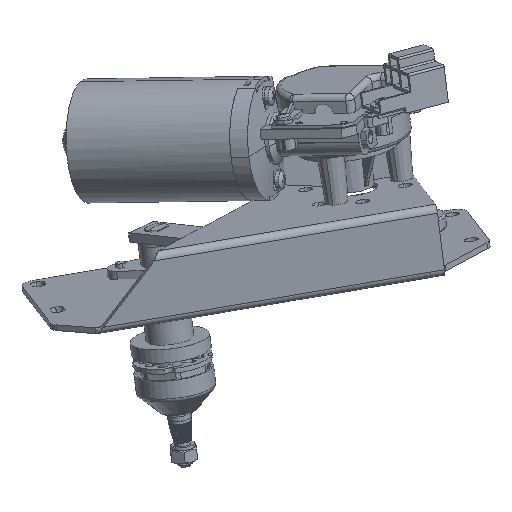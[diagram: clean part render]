
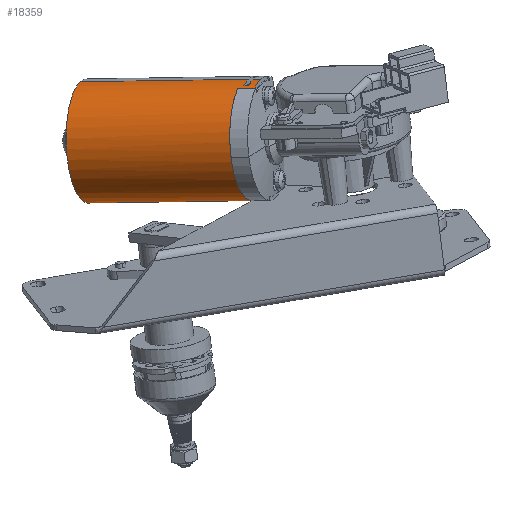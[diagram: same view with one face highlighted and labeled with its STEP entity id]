
A CAD part, left-side view. The second image highlights one B-rep face of the part: STEP entity #18359.
In plain terms, the highlighted cylindrical face has radius 31 mm (diameter 62 mm), a partial arc.
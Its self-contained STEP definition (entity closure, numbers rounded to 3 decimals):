
#484 = CARTESIAN_POINT ( 'NONE',  ( -44.295, -36.985, 96.876 ) ) ;
#669 = DIRECTION ( 'NONE',  ( -0.281, 0.117, 0.952 ) ) ;
#1720 = CARTESIAN_POINT ( 'NONE',  ( -5.688, 41.087, 66.147 ) ) ;
#1923 = CARTESIAN_POINT ( 'NONE',  ( -37.293, -45.304, 67.418 ) ) ;
#1926 = DIRECTION ( 'NONE',  ( -0.281, 0.117, 0.952 ) ) ;
#2221 = CIRCLE ( 'NONE', #30490, 31. ) ;
#2436 = VERTEX_POINT ( 'NONE', #27469 ) ;
#2569 = EDGE_CURVE ( 'NONE', #8762, #29635, #33865, .T. ) ;
#3061 = DIRECTION ( 'NONE',  ( 0.344, 0.939, -0.014 ) ) ;
#3338 = EDGE_CURVE ( 'NONE', #5534, #17610, #2221, .T. ) ;
#3386 = DIRECTION ( 'NONE',  ( -0.344, -0.939, 0.014 ) ) ;
#3740 = CIRCLE ( 'NONE', #38563, 31. ) ;
#3760 = VECTOR ( 'NONE', #21957, 1000. ) ;
#4387 = CARTESIAN_POINT ( 'NONE',  ( -44.272, -42.772, 66.013 ) ) ;
#4527 = CARTESIAN_POINT ( 'NONE',  ( -38.667, -49.061, 67.473 ) ) ;
#4538 = CARTESIAN_POINT ( 'NONE',  ( -45.154, -39.333, 96.91 ) ) ;
#5534 = VERTEX_POINT ( 'NONE', #15365 ) ;
#5861 = CARTESIAN_POINT ( 'NONE',  ( -64.601, -38.773, 121.905 ) ) ;
#6407 = ORIENTED_EDGE ( 'NONE', *, *, #28125, .F. ) ;
#6799 = DIRECTION ( 'NONE',  ( -0.344, -0.939, 0.014 ) ) ;
#7262 = CARTESIAN_POINT ( 'NONE',  ( -36.434, -42.957, 67.383 ) ) ;
#7594 = LINE ( 'NONE', #34567, #29651 ) ;
#8762 = VERTEX_POINT ( 'NONE', #25508 ) ;
#8878 = ORIENTED_EDGE ( 'NONE', *, *, #3338, .F. ) ;
#9305 = CARTESIAN_POINT ( 'NONE',  ( -23.128, 48.336, 125.201 ) ) ;
#9391 = AXIS2_PLACEMENT_3D ( 'NONE', #40399, #32390, #36239 ) ;
#9434 = ORIENTED_EDGE ( 'NONE', *, *, #34810, .T. ) ;
#9548 = ORIENTED_EDGE ( 'NONE', *, *, #36250, .F. ) ;
#9864 = CARTESIAN_POINT ( 'NONE',  ( -56.107, -41.812, 126.527 ) ) ;
#10363 = VERTEX_POINT ( 'NONE', #1720 ) ;
#10685 = EDGE_CURVE ( 'NONE', #39759, #45651, #27444, .T. ) ;
#11220 = DIRECTION ( 'NONE',  ( -0.281, 0.117, 0.952 ) ) ;
#11460 = DIRECTION ( 'NONE',  ( -0.344, -0.939, 0.014 ) ) ;
#11649 = DIRECTION ( 'NONE',  ( 0.344, 0.939, -0.014 ) ) ;
#13260 = CARTESIAN_POINT ( 'NONE',  ( -47.387, -45.436, 97. ) ) ;
#13516 = FACE_OUTER_BOUND ( 'NONE', #41528, .T. ) ;
#13844 = ORIENTED_EDGE ( 'NONE', *, *, #42945, .F. ) ;
#14132 = CIRCLE ( 'NONE', #41440, 31. ) ;
#15262 = LINE ( 'NONE', #47613, #25398 ) ;
#15298 = CARTESIAN_POINT ( 'NONE',  ( -43.413, -40.424, 65.978 ) ) ;
#15365 = CARTESIAN_POINT ( 'NONE',  ( -48.093, -45.634, 66.009 ) ) ;
#15705 = ORIENTED_EDGE ( 'NONE', *, *, #17541, .F. ) ;
#15778 = CARTESIAN_POINT ( 'NONE',  ( -61.509, -30.321, 121.781 ) ) ;
#15782 = ORIENTED_EDGE ( 'NONE', *, *, #17354, .T. ) ;
#16271 = CIRCLE ( 'NONE', #47729, 31. ) ;
#17021 = ORIENTED_EDGE ( 'NONE', *, *, #25677, .F. ) ;
#17354 = EDGE_CURVE ( 'NONE', #51300, #2436, #25195, .T. ) ;
#17541 = EDGE_CURVE ( 'NONE', #17610, #45651, #26949, .T. ) ;
#17610 = VERTEX_POINT ( 'NONE', #46572 ) ;
#17729 = AXIS2_PLACEMENT_3D ( 'NONE', #13260, #32969, #29092 ) ;
#18309 = DIRECTION ( 'NONE',  ( -0.344, -0.939, 0.014 ) ) ;
#18359 = ADVANCED_FACE ( 'NONE', ( #13516 ), #25976, .T. ) ;
#19330 = LINE ( 'NONE', #42653, #35985 ) ;
#19766 = CARTESIAN_POINT ( 'NONE',  ( -54.733, -38.056, 126.471 ) ) ;
#20251 = VERTEX_POINT ( 'NONE', #9864 ) ;
#20954 = CARTESIAN_POINT ( 'NONE',  ( -47.387, -45.436, 97. ) ) ;
#21185 = DIRECTION ( 'NONE',  ( 0.344, 0.939, -0.014 ) ) ;
#21772 = VECTOR ( 'NONE', #42716, 1000. ) ;
#21910 = DIRECTION ( 'NONE',  ( -0.344, -0.939, 0.014 ) ) ;
#21957 = DIRECTION ( 'NONE',  ( 0.344, 0.939, -0.014 ) ) ;
#22921 = DIRECTION ( 'NONE',  ( 0.344, 0.939, -0.014 ) ) ;
#23422 = CARTESIAN_POINT ( 'NONE',  ( -45.001, -37.182, 65.884 ) ) ;
#23733 = ORIENTED_EDGE ( 'NONE', *, *, #10685, .T. ) ;
#24828 = VECTOR ( 'NONE', #22921, 1000. ) ;
#25017 = VERTEX_POINT ( 'NONE', #15778 ) ;
#25195 = CIRCLE ( 'NONE', #9391, 31. ) ;
#25398 = VECTOR ( 'NONE', #11649, 1000. ) ;
#25508 = CARTESIAN_POINT ( 'NONE',  ( -53.874, -35.708, 126.437 ) ) ;
#25677 = EDGE_CURVE ( 'NONE', #25017, #47105, #14132, .T. ) ;
#25777 = ORIENTED_EDGE ( 'NONE', *, *, #2569, .T. ) ;
#25802 = DIRECTION ( 'NONE',  ( -0.281, 0.117, 0.952 ) ) ;
#25835 = ORIENTED_EDGE ( 'NONE', *, *, #33685, .T. ) ;
#25976 = CYLINDRICAL_SURFACE ( 'NONE', #17729, 31. ) ;
#26949 = LINE ( 'NONE', #27709, #21772 ) ;
#27274 = AXIS2_PLACEMENT_3D ( 'NONE', #42776, #3061, #31143 ) ;
#27444 = CIRCLE ( 'NONE', #38139, 31. ) ;
#27469 = CARTESIAN_POINT ( 'NONE',  ( -61.194, -35.739, 123.312 ) ) ;
#27709 = CARTESIAN_POINT ( 'NONE',  ( -38.667, -49.061, 67.473 ) ) ;
#28125 = EDGE_CURVE ( 'NONE', #47105, #5534, #19330, .T. ) ;
#28222 = LINE ( 'NONE', #4527, #48926 ) ;
#28963 = EDGE_CURVE ( 'NONE', #20251, #51300, #15262, .T. ) ;
#29092 = DIRECTION ( 'NONE',  ( 0.281, -0.117, -0.952 ) ) ;
#29635 = VERTEX_POINT ( 'NONE', #9305 ) ;
#29651 = VECTOR ( 'NONE', #6799, 1000. ) ;
#30021 = DIRECTION ( 'NONE',  ( -0.344, -0.939, 0.014 ) ) ;
#30490 = AXIS2_PLACEMENT_3D ( 'NONE', #20954, #36729, #669 ) ;
#30921 = DIRECTION ( 'NONE',  ( -0.344, -0.939, 0.014 ) ) ;
#31143 = DIRECTION ( 'NONE',  ( 0.281, -0.117, -0.952 ) ) ;
#32390 = DIRECTION ( 'NONE',  ( -0.344, -0.939, 0.014 ) ) ;
#32673 = ORIENTED_EDGE ( 'NONE', *, *, #50162, .T. ) ;
#32969 = DIRECTION ( 'NONE',  ( 0.344, 0.939, -0.014 ) ) ;
#33685 = EDGE_CURVE ( 'NONE', #41740, #8762, #42145, .T. ) ;
#33865 = LINE ( 'NONE', #41896, #3760 ) ;
#34567 = CARTESIAN_POINT ( 'NONE',  ( -45.646, -46.528, 66.068 ) ) ;
#34568 = LINE ( 'NONE', #49862, #24828 ) ;
#34810 = EDGE_CURVE ( 'NONE', #25017, #40198, #38977, .T. ) ;
#35268 = CARTESIAN_POINT ( 'NONE',  ( -47.387, -45.436, 97. ) ) ;
#35319 = CARTESIAN_POINT ( 'NONE',  ( -61.509, -30.321, 121.781 ) ) ;
#35985 = VECTOR ( 'NONE', #18309, 1000. ) ;
#36239 = DIRECTION ( 'NONE',  ( -0.281, 0.117, 0.952 ) ) ;
#36250 = EDGE_CURVE ( 'NONE', #37995, #10363, #28222, .T. ) ;
#36729 = DIRECTION ( 'NONE',  ( -0.344, -0.939, 0.014 ) ) ;
#36969 = DIRECTION ( 'NONE',  ( 0.344, 0.939, -0.014 ) ) ;
#37700 = ORIENTED_EDGE ( 'NONE', *, *, #28963, .T. ) ;
#37995 = VERTEX_POINT ( 'NONE', #7262 ) ;
#38000 = VECTOR ( 'NONE', #3386, 1000. ) ;
#38139 = AXIS2_PLACEMENT_3D ( 'NONE', #41115, #30021, #1926 ) ;
#38285 = CIRCLE ( 'NONE', #47345, 31. ) ;
#38466 = CARTESIAN_POINT ( 'NONE',  ( -60.335, -33.391, 123.277 ) ) ;
#38563 = AXIS2_PLACEMENT_3D ( 'NONE', #4538, #36969, #48870 ) ;
#38977 = LINE ( 'NONE', #35319, #38000 ) ;
#39132 = VERTEX_POINT ( 'NONE', #15298 ) ;
#39362 = ORIENTED_EDGE ( 'NONE', *, *, #42480, .T. ) ;
#39754 = ORIENTED_EDGE ( 'NONE', *, *, #47720, .T. ) ;
#39759 = VERTEX_POINT ( 'NONE', #4387 ) ;
#40198 = VERTEX_POINT ( 'NONE', #5861 ) ;
#40399 = CARTESIAN_POINT ( 'NONE',  ( -46.013, -41.68, 96.945 ) ) ;
#41115 = CARTESIAN_POINT ( 'NONE',  ( -46.013, -41.68, 96.945 ) ) ;
#41440 = AXIS2_PLACEMENT_3D ( 'NONE', #484, #30921, #11220 ) ;
#41528 = EDGE_LOOP ( 'NONE', ( #13844, #37700, #15782, #39754, #25835, #25777, #32673, #9548, #39362, #44052, #23733, #15705, #8878, #6407, #17021, #9434 ) ) ;
#41740 = VERTEX_POINT ( 'NONE', #38466 ) ;
#41896 = CARTESIAN_POINT ( 'NONE',  ( -56.107, -41.812, 126.527 ) ) ;
#42145 = CIRCLE ( 'NONE', #27274, 31. ) ;
#42480 = EDGE_CURVE ( 'NONE', #37995, #39132, #3740, .T. ) ;
#42653 = CARTESIAN_POINT ( 'NONE',  ( -45.001, -37.182, 65.884 ) ) ;
#42716 = DIRECTION ( 'NONE',  ( 0.344, 0.939, -0.014 ) ) ;
#42776 = CARTESIAN_POINT ( 'NONE',  ( -45.154, -39.333, 96.91 ) ) ;
#42945 = EDGE_CURVE ( 'NONE', #20251, #40198, #16271, .T. ) ;
#43835 = EDGE_CURVE ( 'NONE', #39132, #39759, #7594, .T. ) ;
#44052 = ORIENTED_EDGE ( 'NONE', *, *, #43835, .T. ) ;
#45651 = VERTEX_POINT ( 'NONE', #1923 ) ;
#46572 = CARTESIAN_POINT ( 'NONE',  ( -38.667, -49.061, 67.473 ) ) ;
#47105 = VERTEX_POINT ( 'NONE', #23422 ) ;
#47169 = DIRECTION ( 'NONE',  ( -0.281, 0.117, 0.952 ) ) ;
#47345 = AXIS2_PLACEMENT_3D ( 'NONE', #50633, #21910, #25802 ) ;
#47613 = CARTESIAN_POINT ( 'NONE',  ( -56.107, -41.812, 126.527 ) ) ;
#47720 = EDGE_CURVE ( 'NONE', #2436, #41740, #34568, .T. ) ;
#47729 = AXIS2_PLACEMENT_3D ( 'NONE', #35268, #11460, #47169 ) ;
#48870 = DIRECTION ( 'NONE',  ( 0.281, -0.117, -0.952 ) ) ;
#48926 = VECTOR ( 'NONE', #21185, 1000. ) ;
#49862 = CARTESIAN_POINT ( 'NONE',  ( -62.568, -39.495, 123.367 ) ) ;
#50162 = EDGE_CURVE ( 'NONE', #29635, #10363, #38285, .T. ) ;
#50633 = CARTESIAN_POINT ( 'NONE',  ( -14.408, 44.712, 95.674 ) ) ;
#51300 = VERTEX_POINT ( 'NONE', #19766 ) ;
